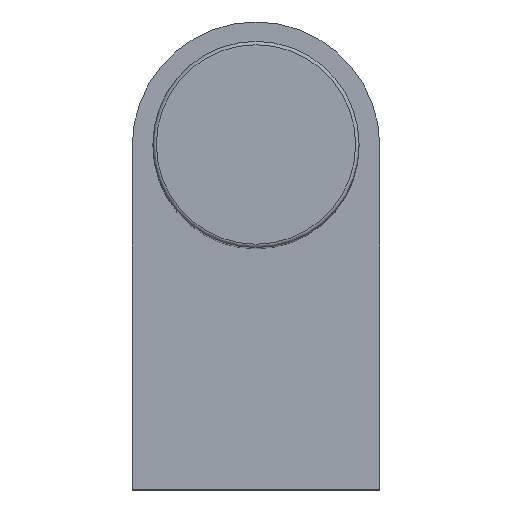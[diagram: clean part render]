
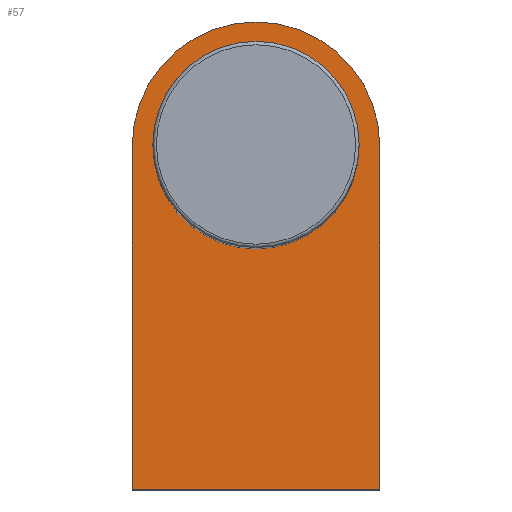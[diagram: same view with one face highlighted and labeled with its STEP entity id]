
A CAD part, top view. The second image highlights one B-rep face of the part: STEP entity #57.
In plain terms, the highlighted planar face has unit normal (0, 0, 1).
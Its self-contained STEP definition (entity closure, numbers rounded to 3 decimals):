
#57 = ADVANCED_FACE( '', ( #125, #126 ), #127, .T. );
#125 = FACE_BOUND( '', #211, .T. );
#126 = FACE_OUTER_BOUND( '', #212, .T. );
#127 = PLANE( '', #213 );
#211 = EDGE_LOOP( '', ( #312 ) );
#212 = EDGE_LOOP( '', ( #313, #314, #315, #316 ) );
#213 = AXIS2_PLACEMENT_3D( '', #317, #318, #319 );
#312 = ORIENTED_EDGE( '', *, *, #430, .F. );
#313 = ORIENTED_EDGE( '', *, *, #431, .T. );
#314 = ORIENTED_EDGE( '', *, *, #427, .T. );
#315 = ORIENTED_EDGE( '', *, *, #432, .T. );
#316 = ORIENTED_EDGE( '', *, *, #415, .T. );
#317 = CARTESIAN_POINT( '', ( 0., 50., 18. ) );
#318 = DIRECTION( '', ( 0., 0., 1. ) );
#319 = DIRECTION( '', ( 1., 0., 0. ) );
#415 = EDGE_CURVE( '', #470, #468, #471, .T. );
#427 = EDGE_CURVE( '', #487, #485, #488, .T. );
#430 = EDGE_CURVE( '', #491, #491, #492, .T. );
#431 = EDGE_CURVE( '', #468, #487, #493, .T. );
#432 = EDGE_CURVE( '', #485, #470, #494, .T. );
#468 = VERTEX_POINT( '', #538 );
#470 = VERTEX_POINT( '', #541 );
#471 = LINE( '', #542, #543 );
#485 = VERTEX_POINT( '', #560 );
#487 = VERTEX_POINT( '', #563 );
#488 = LINE( '', #564, #565 );
#491 = VERTEX_POINT( '', #569 );
#492 = CIRCLE( '', #570, 15. );
#493 = CIRCLE( '', #571, 18. );
#494 = LINE( '', #572, #573 );
#538 = CARTESIAN_POINT( '', ( 18., 50., 18. ) );
#541 = CARTESIAN_POINT( '', ( 18., 0., 18. ) );
#542 = CARTESIAN_POINT( '', ( 18., 0., 18. ) );
#543 = VECTOR( '', #615, 1000. );
#560 = CARTESIAN_POINT( '', ( -18., 0., 18. ) );
#563 = CARTESIAN_POINT( '', ( -18., 50., 18. ) );
#564 = CARTESIAN_POINT( '', ( -18., 50., 18. ) );
#565 = VECTOR( '', #629, 1000. );
#569 = CARTESIAN_POINT( '', ( 15., 50., 18. ) );
#570 = AXIS2_PLACEMENT_3D( '', #631, #632, #633 );
#571 = AXIS2_PLACEMENT_3D( '', #634, #635, #636 );
#572 = CARTESIAN_POINT( '', ( -18., 0., 18. ) );
#573 = VECTOR( '', #637, 1000. );
#615 = DIRECTION( '', ( 0., 1., 0. ) );
#629 = DIRECTION( '', ( 0., -1., 0. ) );
#631 = CARTESIAN_POINT( '', ( 0., 50., 18. ) );
#632 = DIRECTION( '', ( 0., 0., 1. ) );
#633 = DIRECTION( '', ( 1., 0., 0. ) );
#634 = CARTESIAN_POINT( '', ( 0., 50., 18. ) );
#635 = DIRECTION( '', ( 0., 0., 1. ) );
#636 = DIRECTION( '', ( 1., 0., 0. ) );
#637 = DIRECTION( '', ( 1., 0., 0. ) );
